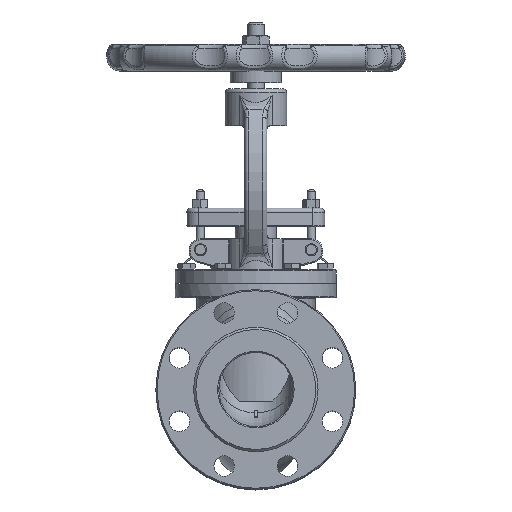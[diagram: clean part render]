
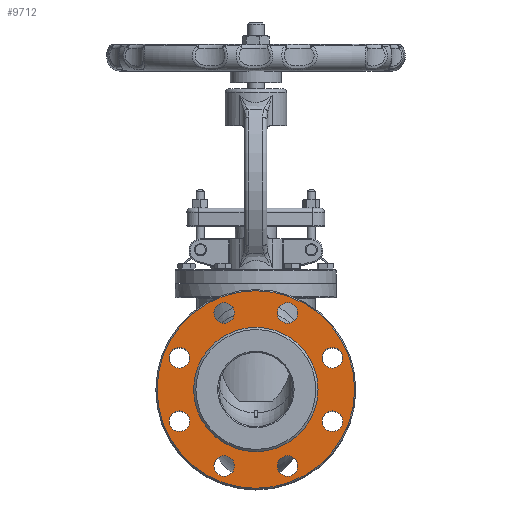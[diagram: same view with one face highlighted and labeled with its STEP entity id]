
A CAD part, top view. The second image highlights one B-rep face of the part: STEP entity #9712.
In plain terms, the highlighted planar face has unit normal (0, 0, 1).
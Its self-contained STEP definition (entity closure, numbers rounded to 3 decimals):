
#705=FACE_BOUND('',#2654,.T.);
#706=FACE_BOUND('',#2655,.T.);
#707=FACE_BOUND('',#2656,.T.);
#708=FACE_BOUND('',#2657,.T.);
#709=FACE_BOUND('',#2658,.T.);
#710=FACE_BOUND('',#2659,.T.);
#711=FACE_BOUND('',#2660,.T.);
#712=FACE_BOUND('',#2661,.T.);
#713=FACE_BOUND('',#2662,.T.);
#827=PLANE('',#10591);
#1998=FACE_OUTER_BOUND('',#2653,.T.);
#2653=EDGE_LOOP('',(#6931));
#2654=EDGE_LOOP('',(#6932));
#2655=EDGE_LOOP('',(#6933));
#2656=EDGE_LOOP('',(#6934));
#2657=EDGE_LOOP('',(#6935));
#2658=EDGE_LOOP('',(#6936));
#2659=EDGE_LOOP('',(#6937));
#2660=EDGE_LOOP('',(#6938));
#2661=EDGE_LOOP('',(#6939));
#2662=EDGE_LOOP('',(#6940));
#3311=CIRCLE('',#10590,86.5);
#3312=CIRCLE('',#10592,54.5);
#3313=CIRCLE('',#10593,9.);
#3314=CIRCLE('',#10594,9.);
#3315=CIRCLE('',#10595,9.);
#3316=CIRCLE('',#10596,9.);
#3317=CIRCLE('',#10597,9.);
#3318=CIRCLE('',#10598,9.);
#3319=CIRCLE('',#10599,9.);
#3320=CIRCLE('',#10600,9.);
#4099=VERTEX_POINT('',#18952);
#4100=VERTEX_POINT('',#18956);
#4101=VERTEX_POINT('',#18958);
#4102=VERTEX_POINT('',#18960);
#4103=VERTEX_POINT('',#18962);
#4104=VERTEX_POINT('',#18964);
#4105=VERTEX_POINT('',#18966);
#4106=VERTEX_POINT('',#18968);
#4107=VERTEX_POINT('',#18970);
#4108=VERTEX_POINT('',#18972);
#5103=EDGE_CURVE('',#4099,#4099,#3311,.T.);
#5105=EDGE_CURVE('',#4100,#4100,#3312,.T.);
#5106=EDGE_CURVE('',#4101,#4101,#3313,.T.);
#5107=EDGE_CURVE('',#4102,#4102,#3314,.T.);
#5108=EDGE_CURVE('',#4103,#4103,#3315,.T.);
#5109=EDGE_CURVE('',#4104,#4104,#3316,.T.);
#5110=EDGE_CURVE('',#4105,#4105,#3317,.T.);
#5111=EDGE_CURVE('',#4106,#4106,#3318,.T.);
#5112=EDGE_CURVE('',#4107,#4107,#3319,.T.);
#5113=EDGE_CURVE('',#4108,#4108,#3320,.T.);
#6931=ORIENTED_EDGE('',*,*,#5103,.F.);
#6932=ORIENTED_EDGE('',*,*,#5105,.F.);
#6933=ORIENTED_EDGE('',*,*,#5106,.T.);
#6934=ORIENTED_EDGE('',*,*,#5107,.T.);
#6935=ORIENTED_EDGE('',*,*,#5108,.T.);
#6936=ORIENTED_EDGE('',*,*,#5109,.T.);
#6937=ORIENTED_EDGE('',*,*,#5110,.T.);
#6938=ORIENTED_EDGE('',*,*,#5111,.T.);
#6939=ORIENTED_EDGE('',*,*,#5112,.T.);
#6940=ORIENTED_EDGE('',*,*,#5113,.T.);
#9712=ADVANCED_FACE('',(#1998,#705,#706,#707,#708,#709,#710,#711,#712,#713),
#827,.T.);
#10590=AXIS2_PLACEMENT_3D('',#18953,#12195,#12196);
#10591=AXIS2_PLACEMENT_3D('',#18955,#12198,#12199);
#10592=AXIS2_PLACEMENT_3D('',#18957,#12200,#12201);
#10593=AXIS2_PLACEMENT_3D('',#18959,#12202,#12203);
#10594=AXIS2_PLACEMENT_3D('',#18961,#12204,#12205);
#10595=AXIS2_PLACEMENT_3D('',#18963,#12206,#12207);
#10596=AXIS2_PLACEMENT_3D('',#18965,#12208,#12209);
#10597=AXIS2_PLACEMENT_3D('',#18967,#12210,#12211);
#10598=AXIS2_PLACEMENT_3D('',#18969,#12212,#12213);
#10599=AXIS2_PLACEMENT_3D('',#18971,#12214,#12215);
#10600=AXIS2_PLACEMENT_3D('',#18973,#12216,#12217);
#12195=DIRECTION('center_axis',(0.,0.,-1.));
#12196=DIRECTION('ref_axis',(-1.,0.,0.));
#12198=DIRECTION('center_axis',(0.,0.,1.));
#12199=DIRECTION('ref_axis',(1.,0.,0.));
#12200=DIRECTION('center_axis',(0.,0.,1.));
#12201=DIRECTION('ref_axis',(-1.,0.,0.));
#12202=DIRECTION('center_axis',(0.,0.,-1.));
#12203=DIRECTION('ref_axis',(-1.,0.,0.));
#12204=DIRECTION('center_axis',(0.,0.,-1.));
#12205=DIRECTION('ref_axis',(-1.,0.,0.));
#12206=DIRECTION('center_axis',(0.,0.,-1.));
#12207=DIRECTION('ref_axis',(-1.,0.,0.));
#12208=DIRECTION('center_axis',(0.,0.,-1.));
#12209=DIRECTION('ref_axis',(-1.,0.,0.));
#12210=DIRECTION('center_axis',(0.,0.,-1.));
#12211=DIRECTION('ref_axis',(-1.,0.,0.));
#12212=DIRECTION('center_axis',(0.,0.,-1.));
#12213=DIRECTION('ref_axis',(-1.,0.,0.));
#12214=DIRECTION('center_axis',(0.,0.,-1.));
#12215=DIRECTION('ref_axis',(-1.,0.,0.));
#12216=DIRECTION('center_axis',(0.,0.,-1.));
#12217=DIRECTION('ref_axis',(-1.,0.,0.));
#18952=CARTESIAN_POINT('',(86.5,0.,19.5));
#18953=CARTESIAN_POINT('Origin',(0.,0.,19.5));
#18955=CARTESIAN_POINT('Origin',(0.,0.,19.5));
#18956=CARTESIAN_POINT('',(54.5,0.,19.5));
#18957=CARTESIAN_POINT('Origin',(0.,0.,19.5));
#18958=CARTESIAN_POINT('',(75.981,-27.745,19.5));
#18959=CARTESIAN_POINT('Origin',(66.981,-27.745,19.5));
#18960=CARTESIAN_POINT('',(75.981,27.745,19.5));
#18961=CARTESIAN_POINT('Origin',(66.981,27.745,19.5));
#18962=CARTESIAN_POINT('',(36.745,66.981,19.5));
#18963=CARTESIAN_POINT('Origin',(27.745,66.981,19.5));
#18964=CARTESIAN_POINT('',(-18.745,66.981,19.5));
#18965=CARTESIAN_POINT('Origin',(-27.745,66.981,19.5));
#18966=CARTESIAN_POINT('',(-57.981,27.745,19.5));
#18967=CARTESIAN_POINT('Origin',(-66.981,27.745,19.5));
#18968=CARTESIAN_POINT('',(-57.981,-27.745,19.5));
#18969=CARTESIAN_POINT('Origin',(-66.981,-27.745,19.5));
#18970=CARTESIAN_POINT('',(-18.745,-66.981,19.5));
#18971=CARTESIAN_POINT('Origin',(-27.745,-66.981,19.5));
#18972=CARTESIAN_POINT('',(36.745,-66.981,19.5));
#18973=CARTESIAN_POINT('Origin',(27.745,-66.981,19.5));
